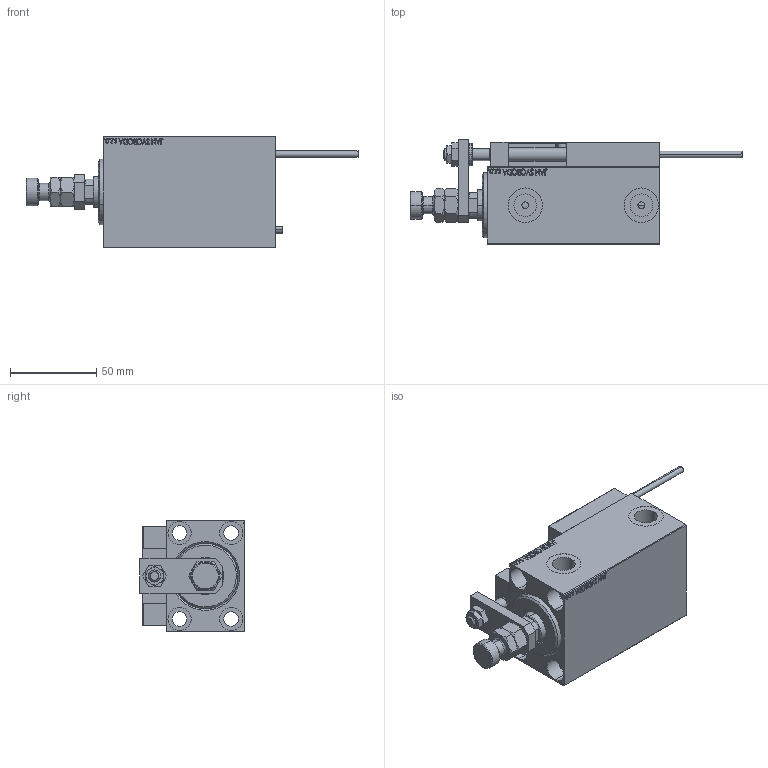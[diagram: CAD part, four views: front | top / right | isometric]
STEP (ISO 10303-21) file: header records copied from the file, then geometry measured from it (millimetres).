
FILE_DESCRIPTION (( 'STEP AP203' ), '1' );
FILE_NAME ('d6eb.STEP', '2021-04-19T08:59:07', ( '' ), ( '' ), 'SwSTEP 2.0', 'SolidWorks 2019', '' );
FILE_SCHEMA (( 'CONFIG_CONTROL_DESIGN' ));
Length unit declared in the file: millimetre
Products named in the file (17): SWITCH DIM B,W 1628a338fa815e918ae31fdab68bd044; d6eb; KONCOVKA 1628a338fa815e918ae31fdab68bd044; SWITCH X 1628a338fa815e918ae31fdab68bd044; ALLEN BOLT D8 1628a338fa815e918ae31fdab68bd044; V450CM_C_VCP 1628a338fa815e918ae31fdab68bd044; V450CM_C 1628a338fa815e918ae31fdab68bd044; ZARAZKA 1628a338fa815e918ae31fdab68bd044; X_Y_MFA 1628a338fa815e918ae31fdab68bd044; V450CM_VC_B 1628a338fa815e918ae31fdab68bd044; MAGNET 1628a338fa815e918ae31fdab68bd044; NUT_D12 1628a338fa815e918ae31fdab68bd044; SWITCH_X_FRONT_BACK 1628a338fa815e918ae31fdab68bd044; NUT_D10 1628a338fa815e918ae31fdab68bd044; Block 1628a338fa815e918ae31fdab68bd044; ALLEN BOLT D5 1628a338fa815e918ae31fdab68bd044; TYC_L79 1628a338fa815e918ae31fdab68bd044
Assembly tree (26 placements, depth 3):
  d6eb
    V450CM_C 1628a338fa815e918ae31fdab68bd044
    SWITCH X 1628a338fa815e918ae31fdab68bd044
      SWITCH_X_FRONT_BACK 1628a338fa815e918ae31fdab68bd044  x2
      TYC_L79 1628a338fa815e918ae31fdab68bd044
      Block 1628a338fa815e918ae31fdab68bd044  x2
      ALLEN BOLT D5 1628a338fa815e918ae31fdab68bd044  x4
      ALLEN BOLT D8 1628a338fa815e918ae31fdab68bd044  x4
      MAGNET 1628a338fa815e918ae31fdab68bd044  x2
      KONCOVKA 1628a338fa815e918ae31fdab68bd044  x2
    NUT_D12 1628a338fa815e918ae31fdab68bd044
    SWITCH DIM B,W 1628a338fa815e918ae31fdab68bd044
    ZARAZKA 1628a338fa815e918ae31fdab68bd044
    NUT_D10 1628a338fa815e918ae31fdab68bd044
    V450CM_C_VCP 1628a338fa815e918ae31fdab68bd044
    V450CM_VC_B 1628a338fa815e918ae31fdab68bd044
    X_Y_MFA 1628a338fa815e918ae31fdab68bd044
Bounding box: 193 x 60.5 x 65 mm (x, y, z)
Volume: 303977.3 mm3; surface area: 87687.6 mm2
Topology: 25 solids, 25 shells, 1351 faces, 3217 edges, 2046 vertices
Faces by surface type: plane 584, bspline 380, cylinder 194, cone 141, torus 48, sphere 4
Entity records: 52597 total; most frequent: CARTESIAN_POINT 26717, ORIENTED_EDGE 5454, DIRECTION 3736, EDGE_CURVE 2727, VERTEX_POINT 1770, VECTOR 1522, LINE 1522, EDGE_LOOP 1265
